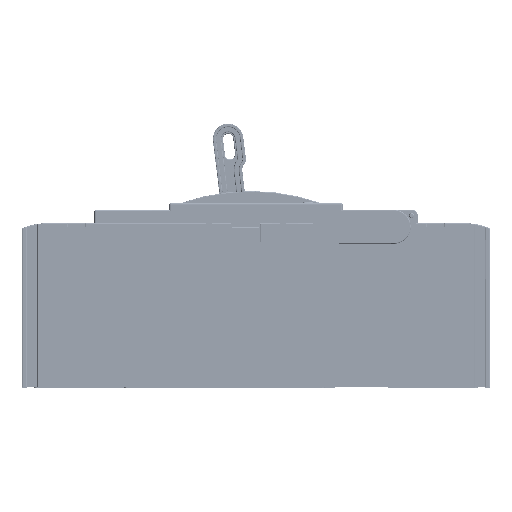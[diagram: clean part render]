
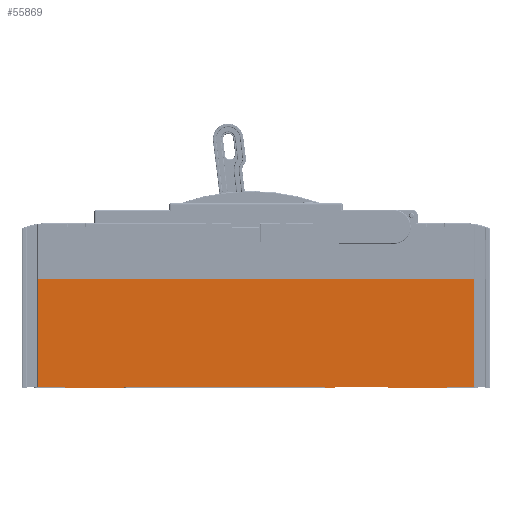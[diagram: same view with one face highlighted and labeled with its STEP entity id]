
A CAD part, left-side view. The second image highlights one B-rep face of the part: STEP entity #55869.
In plain terms, the highlighted planar face has unit normal (-1, 0, 0).
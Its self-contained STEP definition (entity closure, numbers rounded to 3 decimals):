
#153 = VERTEX_POINT ( 'NONE', #317506 ) ;
#1135 = ORIENTED_EDGE ( 'NONE', *, *, #20420, .T. ) ;
#5551 = LINE ( 'NONE', #146086, #133789 ) ;
#9430 = VERTEX_POINT ( 'NONE', #98153 ) ;
#18562 = EDGE_LOOP ( 'NONE', ( #159035, #121335, #219940, #136310, #1135, #194556, #45340, #74357, #138973, #195371, #207687, #319193, #271331, #221970, #184884, #200465 ) ) ;
#20420 = EDGE_CURVE ( 'NONE', #44392, #173044, #258398, .T. ) ;
#25801 = DIRECTION ( 'NONE',  ( 0., 0., 1. ) ) ;
#26993 = PLANE ( 'NONE',  #110849 ) ;
#28244 = CARTESIAN_POINT ( 'NONE',  ( 0., 25., 0. ) ) ;
#32482 = LINE ( 'NONE', #240742, #100427 ) ;
#37767 = VECTOR ( 'NONE', #160997, 1000. ) ;
#42422 = LINE ( 'NONE', #250738, #42920 ) ;
#42920 = VECTOR ( 'NONE', #361832, 1000. ) ;
#44356 = CARTESIAN_POINT ( 'NONE',  ( 0., 97., 0. ) ) ;
#44392 = VERTEX_POINT ( 'NONE', #336506 ) ;
#45340 = ORIENTED_EDGE ( 'NONE', *, *, #172653, .F. ) ;
#46120 = VERTEX_POINT ( 'NONE', #44356 ) ;
#46491 = CARTESIAN_POINT ( 'NONE',  ( 0., 215., 0. ) ) ;
#46845 = DIRECTION ( 'NONE',  ( 0., 0., 1. ) ) ;
#53290 = LINE ( 'NONE', #138313, #110139 ) ;
#55869 = ADVANCED_FACE ( 'NONE', ( #195227 ), #26993, .T. ) ;
#62184 = DIRECTION ( 'NONE',  ( 0., -1., 0. ) ) ;
#62368 = DIRECTION ( 'NONE',  ( 0., 1., 0. ) ) ;
#63691 = VECTOR ( 'NONE', #115212, 1000. ) ;
#66869 = VECTOR ( 'NONE', #363694, 1000. ) ;
#66929 = DIRECTION ( 'NONE',  ( 0., -1., 0. ) ) ;
#68956 = EDGE_CURVE ( 'NONE', #9430, #334208, #151451, .T. ) ;
#70870 = EDGE_CURVE ( 'NONE', #46120, #307907, #310018, .T. ) ;
#74108 = LINE ( 'NONE', #325757, #37767 ) ;
#74357 = ORIENTED_EDGE ( 'NONE', *, *, #366027, .T. ) ;
#87321 = VECTOR ( 'NONE', #46845, 1000. ) ;
#88787 = EDGE_CURVE ( 'NONE', #46120, #266881, #53290, .T. ) ;
#88925 = VECTOR ( 'NONE', #119933, 1000. ) ;
#91019 = CARTESIAN_POINT ( 'NONE',  ( 0., 137.5, -1. ) ) ;
#96761 = EDGE_CURVE ( 'NONE', #153, #266881, #147651, .T. ) ;
#96990 = VECTOR ( 'NONE', #62368, 1000. ) ;
#98153 = CARTESIAN_POINT ( 'NONE',  ( 0., 9.5, 0. ) ) ;
#100427 = VECTOR ( 'NONE', #351853, 1000. ) ;
#102287 = LINE ( 'NONE', #215065, #87321 ) ;
#110139 = VECTOR ( 'NONE', #228792, 1000. ) ;
#110849 = AXIS2_PLACEMENT_3D ( 'NONE', #309970, #252555, #365475 ) ;
#113741 = DIRECTION ( 'NONE',  ( 0., 0., -1. ) ) ;
#114150 = EDGE_CURVE ( 'NONE', #307907, #310254, #172455, .T. ) ;
#114574 = EDGE_CURVE ( 'NONE', #310254, #226270, #5551, .T. ) ;
#115212 = DIRECTION ( 'NONE',  ( 0., 1., 0. ) ) ;
#116745 = VERTEX_POINT ( 'NONE', #343304 ) ;
#119933 = DIRECTION ( 'NONE',  ( 0., 0., 1. ) ) ;
#121335 = ORIENTED_EDGE ( 'NONE', *, *, #222098, .T. ) ;
#124041 = VERTEX_POINT ( 'NONE', #205381 ) ;
#127975 = VECTOR ( 'NONE', #113741, 1000. ) ;
#131026 = EDGE_CURVE ( 'NONE', #274571, #214532, #74108, .T. ) ;
#133789 = VECTOR ( 'NONE', #283032, 1000. ) ;
#136310 = ORIENTED_EDGE ( 'NONE', *, *, #137534, .T. ) ;
#137534 = EDGE_CURVE ( 'NONE', #9430, #44392, #223605, .T. ) ;
#137856 = CARTESIAN_POINT ( 'NONE',  ( 0., 250., 0. ) ) ;
#138313 = CARTESIAN_POINT ( 'NONE',  ( 0., 137.5, 0. ) ) ;
#138404 = EDGE_CURVE ( 'NONE', #214532, #151121, #258212, .T. ) ;
#138973 = ORIENTED_EDGE ( 'NONE', *, *, #235384, .T. ) ;
#145118 = LINE ( 'NONE', #137856, #127975 ) ;
#146086 = CARTESIAN_POINT ( 'NONE',  ( 0., 91., 0. ) ) ;
#147651 = LINE ( 'NONE', #321505, #88925 ) ;
#149242 = CARTESIAN_POINT ( 'NONE',  ( 0., 137.5, 63. ) ) ;
#151121 = VERTEX_POINT ( 'NONE', #210071 ) ;
#151451 = LINE ( 'NONE', #181018, #315417 ) ;
#151468 = VECTOR ( 'NONE', #66929, 1000. ) ;
#159035 = ORIENTED_EDGE ( 'NONE', *, *, #138404, .T. ) ;
#160997 = DIRECTION ( 'NONE',  ( 0., 0., -1. ) ) ;
#172455 = LINE ( 'NONE', #91019, #151468 ) ;
#172653 = EDGE_CURVE ( 'NONE', #116745, #124041, #340919, .T. ) ;
#173044 = VERTEX_POINT ( 'NONE', #360928 ) ;
#174316 = CARTESIAN_POINT ( 'NONE',  ( 0., 137.5, 0. ) ) ;
#180205 = CARTESIAN_POINT ( 'NONE',  ( 0., 91., 0. ) ) ;
#181018 = CARTESIAN_POINT ( 'NONE',  ( 0., 137.5, 0. ) ) ;
#181674 = VECTOR ( 'NONE', #62184, 1000. ) ;
#184884 = ORIENTED_EDGE ( 'NONE', *, *, #341962, .F. ) ;
#189741 = VERTEX_POINT ( 'NONE', #289281 ) ;
#194556 = ORIENTED_EDGE ( 'NONE', *, *, #320179, .T. ) ;
#195227 = FACE_OUTER_BOUND ( 'NONE', #18562, .T. ) ;
#195371 = ORIENTED_EDGE ( 'NONE', *, *, #96761, .T. ) ;
#200465 = ORIENTED_EDGE ( 'NONE', *, *, #131026, .T. ) ;
#201888 = VECTOR ( 'NONE', #280533, 1000. ) ;
#205381 = CARTESIAN_POINT ( 'NONE',  ( 0., 265.5, 0. ) ) ;
#207687 = ORIENTED_EDGE ( 'NONE', *, *, #88787, .F. ) ;
#210071 = CARTESIAN_POINT ( 'NONE',  ( 0., 25., -1. ) ) ;
#214532 = VERTEX_POINT ( 'NONE', #366016 ) ;
#215065 = CARTESIAN_POINT ( 'NONE',  ( 0., 25., 0. ) ) ;
#219940 = ORIENTED_EDGE ( 'NONE', *, *, #68956, .F. ) ;
#221970 = ORIENTED_EDGE ( 'NONE', *, *, #114574, .T. ) ;
#222098 = EDGE_CURVE ( 'NONE', #151121, #334208, #102287, .T. ) ;
#223605 = LINE ( 'NONE', #280982, #276233 ) ;
#226270 = VERTEX_POINT ( 'NONE', #180205 ) ;
#228792 = DIRECTION ( 'NONE',  ( 0., 1., 0. ) ) ;
#235384 = EDGE_CURVE ( 'NONE', #189741, #153, #42422, .T. ) ;
#240742 = CARTESIAN_POINT ( 'NONE',  ( 0., 265.5, 0. ) ) ;
#245841 = CARTESIAN_POINT ( 'NONE',  ( 0., 137.5, 0. ) ) ;
#250738 = CARTESIAN_POINT ( 'NONE',  ( 0., 137.5, -1. ) ) ;
#252555 = DIRECTION ( 'NONE',  ( -1., 0., 0. ) ) ;
#252742 = LINE ( 'NONE', #245841, #201888 ) ;
#258212 = LINE ( 'NONE', #315643, #181674 ) ;
#258398 = LINE ( 'NONE', #149242, #96990 ) ;
#266881 = VERTEX_POINT ( 'NONE', #46491 ) ;
#271331 = ORIENTED_EDGE ( 'NONE', *, *, #114150, .T. ) ;
#271457 = CARTESIAN_POINT ( 'NONE',  ( 0., 60., 0. ) ) ;
#274571 = VERTEX_POINT ( 'NONE', #271457 ) ;
#276233 = VECTOR ( 'NONE', #25801, 1000. ) ;
#280051 = CARTESIAN_POINT ( 'NONE',  ( 0., 97., -1. ) ) ;
#280533 = DIRECTION ( 'NONE',  ( 0., 1., 0. ) ) ;
#280982 = CARTESIAN_POINT ( 'NONE',  ( 0., 9.5, 0. ) ) ;
#283032 = DIRECTION ( 'NONE',  ( 0., 0., 1. ) ) ;
#289281 = CARTESIAN_POINT ( 'NONE',  ( 0., 250., -1. ) ) ;
#293859 = DIRECTION ( 'NONE',  ( 0., 1., 0. ) ) ;
#294225 = CARTESIAN_POINT ( 'NONE',  ( 0., 91., -1. ) ) ;
#307907 = VERTEX_POINT ( 'NONE', #280051 ) ;
#309970 = CARTESIAN_POINT ( 'NONE',  ( 0., 137.5, 0. ) ) ;
#310018 = LINE ( 'NONE', #330476, #66869 ) ;
#310254 = VERTEX_POINT ( 'NONE', #294225 ) ;
#315417 = VECTOR ( 'NONE', #293859, 1000. ) ;
#315643 = CARTESIAN_POINT ( 'NONE',  ( 0., 137.5, -1. ) ) ;
#317506 = CARTESIAN_POINT ( 'NONE',  ( 0., 215., -1. ) ) ;
#319193 = ORIENTED_EDGE ( 'NONE', *, *, #70870, .T. ) ;
#320179 = EDGE_CURVE ( 'NONE', #173044, #124041, #32482, .T. ) ;
#321505 = CARTESIAN_POINT ( 'NONE',  ( 0., 215., 0. ) ) ;
#325757 = CARTESIAN_POINT ( 'NONE',  ( 0., 60., 0. ) ) ;
#330476 = CARTESIAN_POINT ( 'NONE',  ( 0., 97., 0. ) ) ;
#334208 = VERTEX_POINT ( 'NONE', #28244 ) ;
#336506 = CARTESIAN_POINT ( 'NONE',  ( 0., 9.5, 63. ) ) ;
#340919 = LINE ( 'NONE', #174316, #63691 ) ;
#341962 = EDGE_CURVE ( 'NONE', #274571, #226270, #252742, .T. ) ;
#343304 = CARTESIAN_POINT ( 'NONE',  ( 0., 250., 0. ) ) ;
#351853 = DIRECTION ( 'NONE',  ( 0., 0., -1. ) ) ;
#360928 = CARTESIAN_POINT ( 'NONE',  ( 0., 265.5, 63. ) ) ;
#361832 = DIRECTION ( 'NONE',  ( 0., -1., 0. ) ) ;
#363694 = DIRECTION ( 'NONE',  ( 0., 0., -1. ) ) ;
#365475 = DIRECTION ( 'NONE',  ( 0., 0., 1. ) ) ;
#366016 = CARTESIAN_POINT ( 'NONE',  ( 0., 60., -1. ) ) ;
#366027 = EDGE_CURVE ( 'NONE', #116745, #189741, #145118, .T. ) ;
